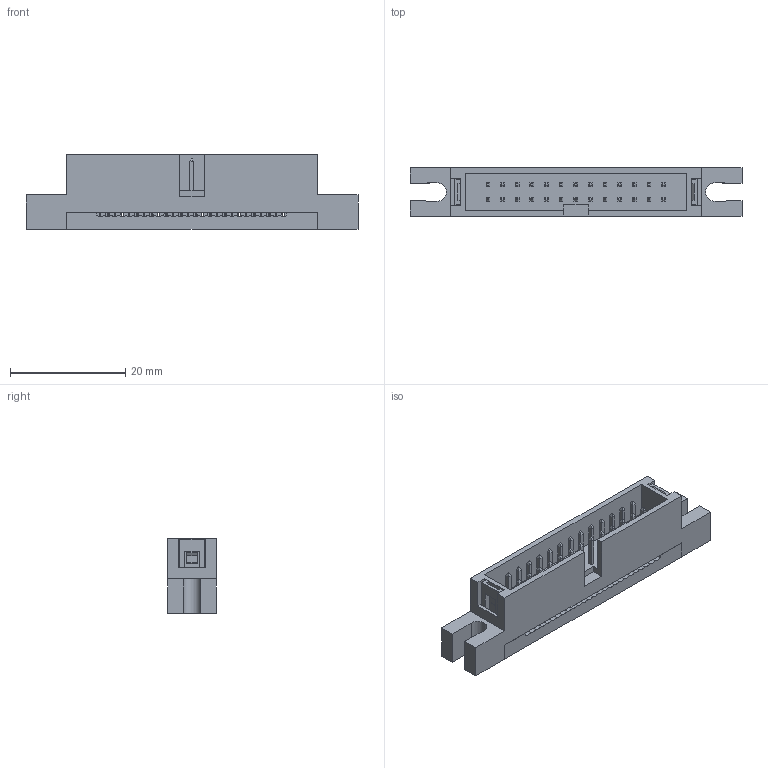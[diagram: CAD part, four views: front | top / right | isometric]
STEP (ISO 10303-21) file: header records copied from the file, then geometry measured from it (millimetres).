
FILE_DESCRIPTION( ( 'Unknown' ), '1' );
FILE_NAME( '61202625921.stp', 'Unknown', ( 'Unknown' ), ( 'Unknown' ), 'PSStep 14.0', 'Unknown', ' ' );
FILE_SCHEMA( ( 'AUTOMOTIVE_DESIGN { 1 0 10303 214 1 1 1 1 }' ) );
Length unit declared in the file: millimetre
Products named in the file (4): Assem1; 6120xx25921_PIN; 61202625921; 61202625921_PAD
Assembly tree (28 placements, depth 2):
  Assem1
    6120xx25921_PIN  x26
    61202625921
    61202625921_PAD
Bounding box: 57.62 x 8.4 x 13 mm (x, y, z)
Volume: 3337.2 mm3; surface area: 5765.8 mm2
Topology: 28 solids, 28 shells, 1150 faces, 3014 edges, 1920 vertices
Faces by surface type: plane 1018, cylinder 132
Entity records: 21735 total; most frequent: CARTESIAN_POINT 3113, ORIENTED_EDGE 3078, DIRECTION 2763, EDGE_CURVE 1539, LINE 1423, VECTOR 1423, VERTEX_POINT 1020, AXIS2_PLACEMENT_3D 670
